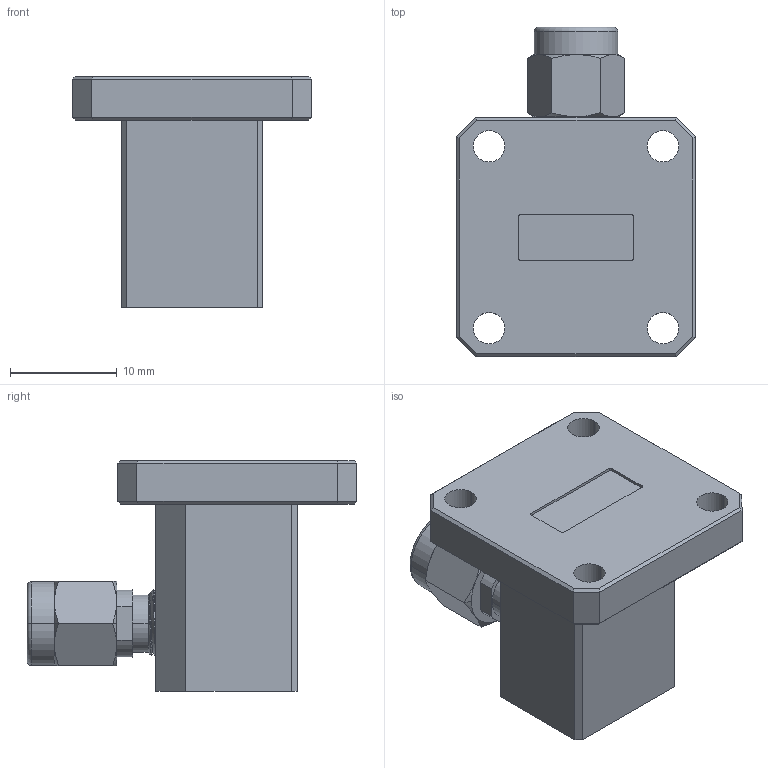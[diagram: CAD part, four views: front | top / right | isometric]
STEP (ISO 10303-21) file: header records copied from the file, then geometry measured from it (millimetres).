
FILE_DESCRIPTION (( 'STEP AP203' ), '1' );
FILE_NAME ('SWC-42KM-R1.STEP', '2025-06-17T18:24:22', ( '' ), ( '' ), 'SwSTEP 2.0', 'SolidWorks 2021', '' );
FILE_SCHEMA (( 'CONFIG_CONTROL_DESIGN' ));
Length unit declared in the file: inch
Products named in the file (1): SWC-42KM-R1
Bounding box: 22.35 x 30.84 x 21.59 mm (x, y, z)
Volume: 5317 mm3; surface area: 2618.4 mm2
Topology: 1 solids, 1 shells, 91 faces, 219 edges, 138 vertices
Faces by surface type: plane 54, cylinder 21, cone 8, bspline 6, torus 2
Entity records: 4155 total; most frequent: CARTESIAN_POINT 1984, ORIENTED_EDGE 438, DIRECTION 414, EDGE_CURVE 219, AXIS2_PLACEMENT_3D 141, VERTEX_POINT 138, VECTOR 132, LINE 132
